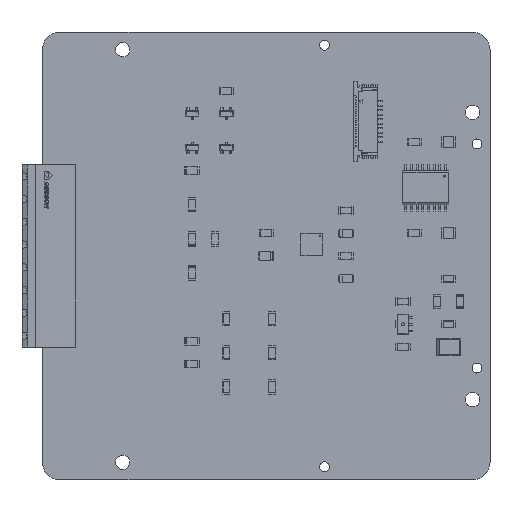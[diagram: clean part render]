
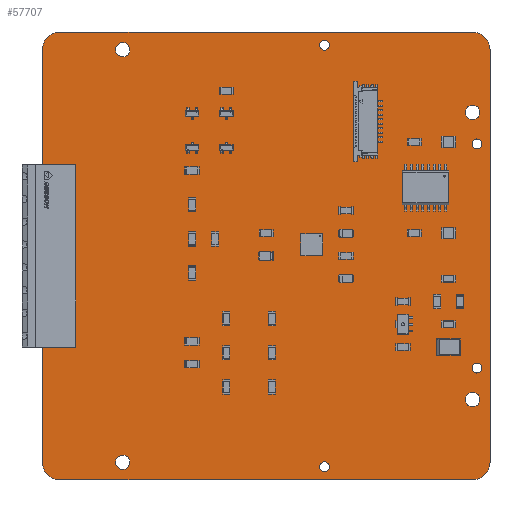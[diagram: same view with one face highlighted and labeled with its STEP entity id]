
A CAD part, top view. The second image highlights one B-rep face of the part: STEP entity #57707.
In plain terms, the highlighted planar face has unit normal (0, 0, 1).
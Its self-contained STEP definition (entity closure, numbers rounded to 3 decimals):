
#57382 = VERTEX_POINT('',#57383);
#57383 = CARTESIAN_POINT('',(46.,49.9,1.6));
#57389 = EDGE_CURVE('',#57382,#57390,#57392,.T.);
#57390 = VERTEX_POINT('',#57391);
#57391 = CARTESIAN_POINT('',(49.9,46.,1.6));
#57392 = CIRCLE('',#57393,3.9);
#57393 = AXIS2_PLACEMENT_3D('',#57394,#57395,#57396);
#57394 = CARTESIAN_POINT('',(46.,46.,1.6));
#57395 = DIRECTION('',(0.,0.,-1.));
#57396 = DIRECTION('',(0.,1.,0.));
#57424 = VERTEX_POINT('',#57425);
#57425 = CARTESIAN_POINT('',(-46.,49.9,1.6));
#57431 = EDGE_CURVE('',#57424,#57382,#57432,.T.);
#57432 = LINE('',#57433,#57434);
#57433 = CARTESIAN_POINT('',(-46.,49.9,1.6));
#57434 = VECTOR('',#57435,1.);
#57435 = DIRECTION('',(1.,0.,0.));
#57453 = EDGE_CURVE('',#57390,#57454,#57456,.T.);
#57454 = VERTEX_POINT('',#57455);
#57455 = CARTESIAN_POINT('',(49.9,-46.,1.6));
#57456 = LINE('',#57457,#57458);
#57457 = CARTESIAN_POINT('',(49.9,46.,1.6));
#57458 = VECTOR('',#57459,1.);
#57459 = DIRECTION('',(0.,-1.,0.));
#57707 = ADVANCED_FACE('',(#57708,#57754,#57765,#57776,#57787,#57798,
    #57809,#57820,#57831,#57842,#57853,#57864,#57875,#57886,#57897,
    #57908,#57919),#57930,.T.);
#57708 = FACE_BOUND('',#57709,.T.);
#57709 = EDGE_LOOP('',(#57710,#57711,#57712,#57721,#57729,#57738,#57746,
    #57753));
#57710 = ORIENTED_EDGE('',*,*,#57389,.F.);
#57711 = ORIENTED_EDGE('',*,*,#57431,.F.);
#57712 = ORIENTED_EDGE('',*,*,#57713,.F.);
#57713 = EDGE_CURVE('',#57714,#57424,#57716,.T.);
#57714 = VERTEX_POINT('',#57715);
#57715 = CARTESIAN_POINT('',(-49.9,46.,1.6));
#57716 = CIRCLE('',#57717,3.9);
#57717 = AXIS2_PLACEMENT_3D('',#57718,#57719,#57720);
#57718 = CARTESIAN_POINT('',(-46.,46.,1.6));
#57719 = DIRECTION('',(0.,0.,-1.));
#57720 = DIRECTION('',(-1.,0.,0.));
#57721 = ORIENTED_EDGE('',*,*,#57722,.F.);
#57722 = EDGE_CURVE('',#57723,#57714,#57725,.T.);
#57723 = VERTEX_POINT('',#57724);
#57724 = CARTESIAN_POINT('',(-49.9,-46.,1.6));
#57725 = LINE('',#57726,#57727);
#57726 = CARTESIAN_POINT('',(-49.9,-46.,1.6));
#57727 = VECTOR('',#57728,1.);
#57728 = DIRECTION('',(0.,1.,0.));
#57729 = ORIENTED_EDGE('',*,*,#57730,.F.);
#57730 = EDGE_CURVE('',#57731,#57723,#57733,.T.);
#57731 = VERTEX_POINT('',#57732);
#57732 = CARTESIAN_POINT('',(-46.,-49.9,1.6));
#57733 = CIRCLE('',#57734,3.9);
#57734 = AXIS2_PLACEMENT_3D('',#57735,#57736,#57737);
#57735 = CARTESIAN_POINT('',(-46.,-46.,1.6));
#57736 = DIRECTION('',(0.,0.,-1.));
#57737 = DIRECTION('',(0.,-1.,-0.));
#57738 = ORIENTED_EDGE('',*,*,#57739,.F.);
#57739 = EDGE_CURVE('',#57740,#57731,#57742,.T.);
#57740 = VERTEX_POINT('',#57741);
#57741 = CARTESIAN_POINT('',(46.,-49.9,1.6));
#57742 = LINE('',#57743,#57744);
#57743 = CARTESIAN_POINT('',(46.,-49.9,1.6));
#57744 = VECTOR('',#57745,1.);
#57745 = DIRECTION('',(-1.,0.,0.));
#57746 = ORIENTED_EDGE('',*,*,#57747,.F.);
#57747 = EDGE_CURVE('',#57454,#57740,#57748,.T.);
#57748 = CIRCLE('',#57749,3.9);
#57749 = AXIS2_PLACEMENT_3D('',#57750,#57751,#57752);
#57750 = CARTESIAN_POINT('',(46.,-46.,1.6));
#57751 = DIRECTION('',(0.,0.,-1.));
#57752 = DIRECTION('',(1.,0.,0.));
#57753 = ORIENTED_EDGE('',*,*,#57453,.F.);
#57754 = FACE_BOUND('',#57755,.T.);
#57755 = EDGE_LOOP('',(#57756));
#57756 = ORIENTED_EDGE('',*,*,#57757,.T.);
#57757 = EDGE_CURVE('',#57758,#57758,#57760,.T.);
#57758 = VERTEX_POINT('',#57759);
#57759 = CARTESIAN_POINT('',(-32.,-47.6,1.6));
#57760 = CIRCLE('',#57761,1.6);
#57761 = AXIS2_PLACEMENT_3D('',#57762,#57763,#57764);
#57762 = CARTESIAN_POINT('',(-32.,-46.,1.6));
#57763 = DIRECTION('',(-0.,0.,-1.));
#57764 = DIRECTION('',(-0.,-1.,0.));
#57765 = FACE_BOUND('',#57766,.T.);
#57766 = EDGE_LOOP('',(#57767));
#57767 = ORIENTED_EDGE('',*,*,#57768,.T.);
#57768 = EDGE_CURVE('',#57769,#57769,#57771,.T.);
#57769 = VERTEX_POINT('',#57770);
#57770 = CARTESIAN_POINT('',(-44.45,-18.63,1.6));
#57771 = CIRCLE('',#57772,0.85);
#57772 = AXIS2_PLACEMENT_3D('',#57773,#57774,#57775);
#57773 = CARTESIAN_POINT('',(-44.45,-17.78,1.6));
#57774 = DIRECTION('',(-0.,0.,-1.));
#57775 = DIRECTION('',(-0.,-1.,0.));
#57776 = FACE_BOUND('',#57777,.T.);
#57777 = EDGE_LOOP('',(#57778));
#57778 = ORIENTED_EDGE('',*,*,#57779,.T.);
#57779 = EDGE_CURVE('',#57780,#57780,#57782,.T.);
#57780 = VERTEX_POINT('',#57781);
#57781 = CARTESIAN_POINT('',(-44.45,-13.55,1.6));
#57782 = CIRCLE('',#57783,0.85);
#57783 = AXIS2_PLACEMENT_3D('',#57784,#57785,#57786);
#57784 = CARTESIAN_POINT('',(-44.45,-12.7,1.6));
#57785 = DIRECTION('',(-0.,0.,-1.));
#57786 = DIRECTION('',(-0.,-1.,0.));
#57787 = FACE_BOUND('',#57788,.T.);
#57788 = EDGE_LOOP('',(#57789));
#57789 = ORIENTED_EDGE('',*,*,#57790,.T.);
#57790 = EDGE_CURVE('',#57791,#57791,#57793,.T.);
#57791 = VERTEX_POINT('',#57792);
#57792 = CARTESIAN_POINT('',(-44.45,-8.47,1.6));
#57793 = CIRCLE('',#57794,0.85);
#57794 = AXIS2_PLACEMENT_3D('',#57795,#57796,#57797);
#57795 = CARTESIAN_POINT('',(-44.45,-7.62,1.6));
#57796 = DIRECTION('',(-0.,0.,-1.));
#57797 = DIRECTION('',(-0.,-1.,0.));
#57798 = FACE_BOUND('',#57799,.T.);
#57799 = EDGE_LOOP('',(#57800));
#57800 = ORIENTED_EDGE('',*,*,#57801,.T.);
#57801 = EDGE_CURVE('',#57802,#57802,#57804,.T.);
#57802 = VERTEX_POINT('',#57803);
#57803 = CARTESIAN_POINT('',(-44.45,-3.39,1.6));
#57804 = CIRCLE('',#57805,0.85);
#57805 = AXIS2_PLACEMENT_3D('',#57806,#57807,#57808);
#57806 = CARTESIAN_POINT('',(-44.45,-2.54,1.6));
#57807 = DIRECTION('',(-0.,0.,-1.));
#57808 = DIRECTION('',(-0.,-1.,0.));
#57809 = FACE_BOUND('',#57810,.T.);
#57810 = EDGE_LOOP('',(#57811));
#57811 = ORIENTED_EDGE('',*,*,#57812,.T.);
#57812 = EDGE_CURVE('',#57813,#57813,#57815,.T.);
#57813 = VERTEX_POINT('',#57814);
#57814 = CARTESIAN_POINT('',(13.,-48.1,1.6));
#57815 = CIRCLE('',#57816,1.1);
#57816 = AXIS2_PLACEMENT_3D('',#57817,#57818,#57819);
#57817 = CARTESIAN_POINT('',(13.,-47.,1.6));
#57818 = DIRECTION('',(-0.,0.,-1.));
#57819 = DIRECTION('',(-0.,-1.,0.));
#57820 = FACE_BOUND('',#57821,.T.);
#57821 = EDGE_LOOP('',(#57822));
#57822 = ORIENTED_EDGE('',*,*,#57823,.T.);
#57823 = EDGE_CURVE('',#57824,#57824,#57826,.T.);
#57824 = VERTEX_POINT('',#57825);
#57825 = CARTESIAN_POINT('',(46.,-33.6,1.6));
#57826 = CIRCLE('',#57827,1.6);
#57827 = AXIS2_PLACEMENT_3D('',#57828,#57829,#57830);
#57828 = CARTESIAN_POINT('',(46.,-32.,1.6));
#57829 = DIRECTION('',(-0.,0.,-1.));
#57830 = DIRECTION('',(-0.,-1.,0.));
#57831 = FACE_BOUND('',#57832,.T.);
#57832 = EDGE_LOOP('',(#57833));
#57833 = ORIENTED_EDGE('',*,*,#57834,.T.);
#57834 = EDGE_CURVE('',#57835,#57835,#57837,.T.);
#57835 = VERTEX_POINT('',#57836);
#57836 = CARTESIAN_POINT('',(47.,-26.1,1.6));
#57837 = CIRCLE('',#57838,1.1);
#57838 = AXIS2_PLACEMENT_3D('',#57839,#57840,#57841);
#57839 = CARTESIAN_POINT('',(47.,-25.,1.6));
#57840 = DIRECTION('',(-0.,0.,-1.));
#57841 = DIRECTION('',(-0.,-1.,0.));
#57842 = FACE_BOUND('',#57843,.T.);
#57843 = EDGE_LOOP('',(#57844));
#57844 = ORIENTED_EDGE('',*,*,#57845,.T.);
#57845 = EDGE_CURVE('',#57846,#57846,#57848,.T.);
#57846 = VERTEX_POINT('',#57847);
#57847 = CARTESIAN_POINT('',(-44.45,1.69,1.6));
#57848 = CIRCLE('',#57849,0.85);
#57849 = AXIS2_PLACEMENT_3D('',#57850,#57851,#57852);
#57850 = CARTESIAN_POINT('',(-44.45,2.54,1.6));
#57851 = DIRECTION('',(-0.,0.,-1.));
#57852 = DIRECTION('',(-0.,-1.,0.));
#57853 = FACE_BOUND('',#57854,.T.);
#57854 = EDGE_LOOP('',(#57855));
#57855 = ORIENTED_EDGE('',*,*,#57856,.T.);
#57856 = EDGE_CURVE('',#57857,#57857,#57859,.T.);
#57857 = VERTEX_POINT('',#57858);
#57858 = CARTESIAN_POINT('',(-44.45,6.77,1.6));
#57859 = CIRCLE('',#57860,0.85);
#57860 = AXIS2_PLACEMENT_3D('',#57861,#57862,#57863);
#57861 = CARTESIAN_POINT('',(-44.45,7.62,1.6));
#57862 = DIRECTION('',(-0.,0.,-1.));
#57863 = DIRECTION('',(-0.,-1.,0.));
#57864 = FACE_BOUND('',#57865,.T.);
#57865 = EDGE_LOOP('',(#57866));
#57866 = ORIENTED_EDGE('',*,*,#57867,.T.);
#57867 = EDGE_CURVE('',#57868,#57868,#57870,.T.);
#57868 = VERTEX_POINT('',#57869);
#57869 = CARTESIAN_POINT('',(-44.45,11.85,1.6));
#57870 = CIRCLE('',#57871,0.85);
#57871 = AXIS2_PLACEMENT_3D('',#57872,#57873,#57874);
#57872 = CARTESIAN_POINT('',(-44.45,12.7,1.6));
#57873 = DIRECTION('',(-0.,0.,-1.));
#57874 = DIRECTION('',(-0.,-1.,0.));
#57875 = FACE_BOUND('',#57876,.T.);
#57876 = EDGE_LOOP('',(#57877));
#57877 = ORIENTED_EDGE('',*,*,#57878,.T.);
#57878 = EDGE_CURVE('',#57879,#57879,#57881,.T.);
#57879 = VERTEX_POINT('',#57880);
#57880 = CARTESIAN_POINT('',(-44.45,16.93,1.6));
#57881 = CIRCLE('',#57882,0.85);
#57882 = AXIS2_PLACEMENT_3D('',#57883,#57884,#57885);
#57883 = CARTESIAN_POINT('',(-44.45,17.78,1.6));
#57884 = DIRECTION('',(-0.,0.,-1.));
#57885 = DIRECTION('',(-0.,-1.,0.));
#57886 = FACE_BOUND('',#57887,.T.);
#57887 = EDGE_LOOP('',(#57888));
#57888 = ORIENTED_EDGE('',*,*,#57889,.T.);
#57889 = EDGE_CURVE('',#57890,#57890,#57892,.T.);
#57890 = VERTEX_POINT('',#57891);
#57891 = CARTESIAN_POINT('',(-32.,44.4,1.6));
#57892 = CIRCLE('',#57893,1.6);
#57893 = AXIS2_PLACEMENT_3D('',#57894,#57895,#57896);
#57894 = CARTESIAN_POINT('',(-32.,46.,1.6));
#57895 = DIRECTION('',(-0.,0.,-1.));
#57896 = DIRECTION('',(-0.,-1.,0.));
#57897 = FACE_BOUND('',#57898,.T.);
#57898 = EDGE_LOOP('',(#57899));
#57899 = ORIENTED_EDGE('',*,*,#57900,.T.);
#57900 = EDGE_CURVE('',#57901,#57901,#57903,.T.);
#57901 = VERTEX_POINT('',#57902);
#57902 = CARTESIAN_POINT('',(13.,45.9,1.6));
#57903 = CIRCLE('',#57904,1.1);
#57904 = AXIS2_PLACEMENT_3D('',#57905,#57906,#57907);
#57905 = CARTESIAN_POINT('',(13.,47.,1.6));
#57906 = DIRECTION('',(-0.,0.,-1.));
#57907 = DIRECTION('',(-0.,-1.,0.));
#57908 = FACE_BOUND('',#57909,.T.);
#57909 = EDGE_LOOP('',(#57910));
#57910 = ORIENTED_EDGE('',*,*,#57911,.T.);
#57911 = EDGE_CURVE('',#57912,#57912,#57914,.T.);
#57912 = VERTEX_POINT('',#57913);
#57913 = CARTESIAN_POINT('',(47.,23.9,1.6));
#57914 = CIRCLE('',#57915,1.1);
#57915 = AXIS2_PLACEMENT_3D('',#57916,#57917,#57918);
#57916 = CARTESIAN_POINT('',(47.,25.,1.6));
#57917 = DIRECTION('',(-0.,0.,-1.));
#57918 = DIRECTION('',(-0.,-1.,0.));
#57919 = FACE_BOUND('',#57920,.T.);
#57920 = EDGE_LOOP('',(#57921));
#57921 = ORIENTED_EDGE('',*,*,#57922,.T.);
#57922 = EDGE_CURVE('',#57923,#57923,#57925,.T.);
#57923 = VERTEX_POINT('',#57924);
#57924 = CARTESIAN_POINT('',(46.,30.4,1.6));
#57925 = CIRCLE('',#57926,1.6);
#57926 = AXIS2_PLACEMENT_3D('',#57927,#57928,#57929);
#57927 = CARTESIAN_POINT('',(46.,32.,1.6));
#57928 = DIRECTION('',(-0.,0.,-1.));
#57929 = DIRECTION('',(-0.,-1.,0.));
#57930 = PLANE('',#57931);
#57931 = AXIS2_PLACEMENT_3D('',#57932,#57933,#57934);
#57932 = CARTESIAN_POINT('',(0.,0.,1.6));
#57933 = DIRECTION('',(0.,0.,1.));
#57934 = DIRECTION('',(1.,0.,-0.));
